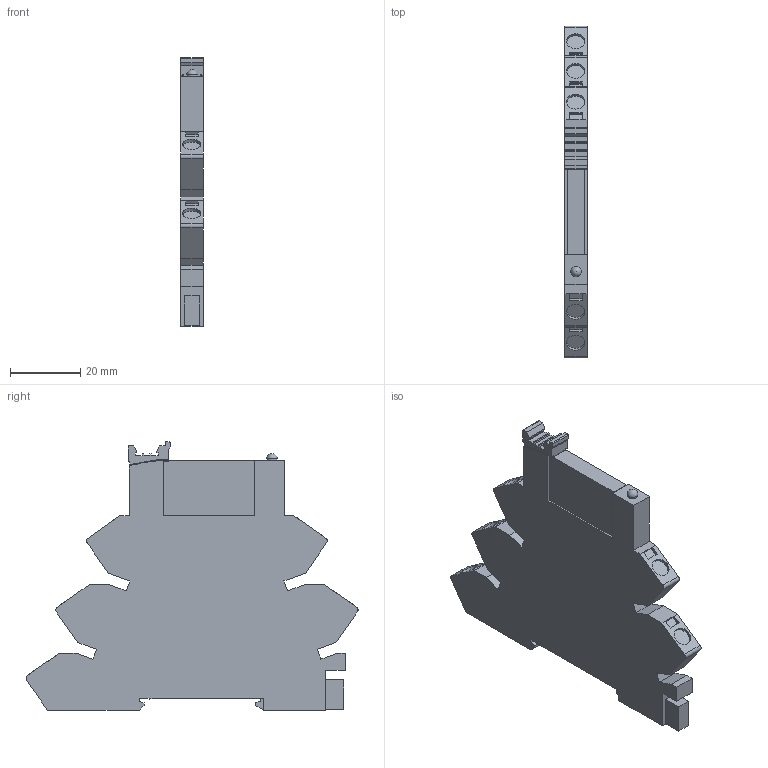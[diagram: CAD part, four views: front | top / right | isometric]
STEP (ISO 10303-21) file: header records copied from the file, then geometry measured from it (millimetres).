
FILE_DESCRIPTION(/* description */ (''),/* implementation_level */ '2;1');
FILE_NAME(/* name */ '3d_HRA101CE024S.stp',/* time_stamp */ '2018-11-13T08:10:38+01:00',/* author */ ('Andrzej'),/* organization */ (''),/* preprocessor_version */ 'ST-DEVELOPER v16.13',/* originating_system */ 'AutoCAD Mechanical',/* authorisation */ '');
FILE_SCHEMA (('AUTOMOTIVE_DESIGN { 1 0 10303 214 3 1 1 }'));
Length unit declared in the file: millimetre
Products named in the file (1): Product
Bounding box: 6.3 x 94.69 x 76.6 mm (x, y, z)
Volume: 28616.9 mm3; surface area: 12776.4 mm2
Topology: 2 solids, 2 shells, 162 faces, 864 edges, 1127 vertices
Faces by surface type: plane 141, cylinder 20, sphere 1
Full cylindrical faces by diameter (mm): 3 x1, 5.2 x5
Entity records: 8398 total; most frequent: CARTESIAN_POINT 2149, DIRECTION 1226, ORIENTED_EDGE 874, LINE 812, VECTOR 812, EDGE_CURVE 437, STYLED_ITEM 421, TRIMMED_CURVE 419
